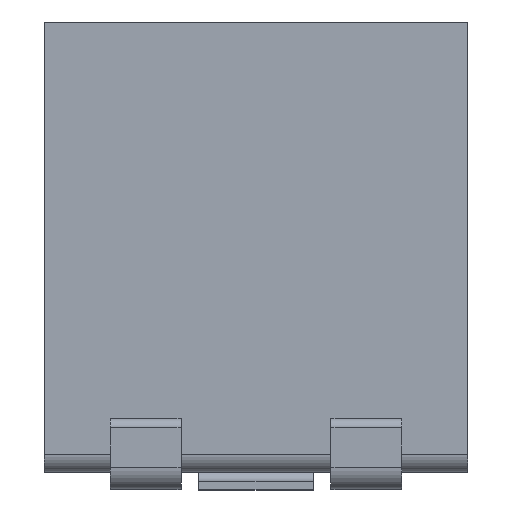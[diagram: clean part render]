
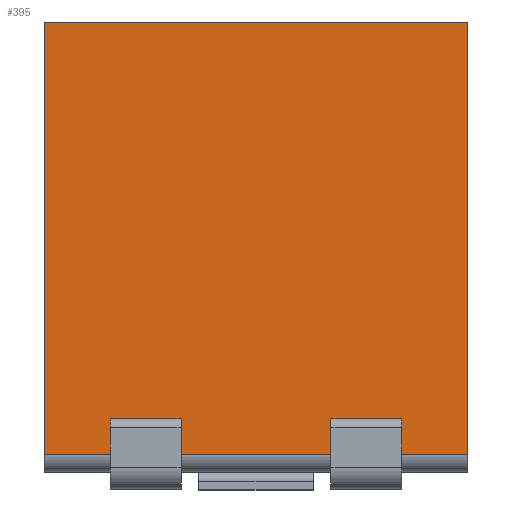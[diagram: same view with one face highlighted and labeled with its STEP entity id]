
A CAD part, top view. The second image highlights one B-rep face of the part: STEP entity #395.
In plain terms, the highlighted planar face has unit normal (0, 0, 1).
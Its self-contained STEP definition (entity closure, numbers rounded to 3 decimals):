
#8 = DIRECTION ( 'NONE',  ( -1., 0., 0. ) ) ;
#18 = LINE ( 'NONE', #492, #1259 ) ;
#49 = AXIS2_PLACEMENT_3D ( 'NONE', #545, #1530, #8 ) ;
#52 = LINE ( 'NONE', #813, #860 ) ;
#73 = EDGE_CURVE ( 'NONE', #739, #468, #1098, .T. ) ;
#126 = VECTOR ( 'NONE', #1557, 1000. ) ;
#166 = EDGE_LOOP ( 'NONE', ( #1075, #1385, #745, #248 ) ) ;
#215 = EDGE_CURVE ( 'NONE', #353, #468, #18, .T. ) ;
#248 = ORIENTED_EDGE ( 'NONE', *, *, #485, .F. ) ;
#353 = VERTEX_POINT ( 'NONE', #1104 ) ;
#395 = ADVANCED_FACE ( 'NONE', ( #651 ), #415, .F. ) ;
#415 = PLANE ( 'NONE',  #49 ) ;
#447 = CARTESIAN_POINT ( 'NONE',  ( 2.4, 16.541, 1.75 ) ) ;
#468 = VERTEX_POINT ( 'NONE', #1134 ) ;
#485 = EDGE_CURVE ( 'NONE', #1685, #739, #1187, .T. ) ;
#492 = CARTESIAN_POINT ( 'NONE',  ( 2.4, 0.4, 1.75 ) ) ;
#544 = VECTOR ( 'NONE', #749, 1000. ) ;
#545 = CARTESIAN_POINT ( 'NONE',  ( 2.4, 16.541, 1.75 ) ) ;
#613 = DIRECTION ( 'NONE',  ( 1., 0., 0. ) ) ;
#651 = FACE_OUTER_BOUND ( 'NONE', #166, .T. ) ;
#739 = VERTEX_POINT ( 'NONE', #1358 ) ;
#745 = ORIENTED_EDGE ( 'NONE', *, *, #73, .F. ) ;
#749 = DIRECTION ( 'NONE',  ( 0., -1., 0. ) ) ;
#813 = CARTESIAN_POINT ( 'NONE',  ( -2.4, 16.541, 1.75 ) ) ;
#820 = DIRECTION ( 'NONE',  ( 0., -1., 0. ) ) ;
#860 = VECTOR ( 'NONE', #820, 1000. ) ;
#967 = CARTESIAN_POINT ( 'NONE',  ( -2.4, 5.3, 1.75 ) ) ;
#1075 = ORIENTED_EDGE ( 'NONE', *, *, #1709, .T. ) ;
#1098 = LINE ( 'NONE', #447, #544 ) ;
#1104 = CARTESIAN_POINT ( 'NONE',  ( -2.4, 0.4, 1.75 ) ) ;
#1134 = CARTESIAN_POINT ( 'NONE',  ( 2.4, 0.4, 1.75 ) ) ;
#1148 = CARTESIAN_POINT ( 'NONE',  ( 2.4, 5.3, 1.75 ) ) ;
#1187 = LINE ( 'NONE', #1148, #126 ) ;
#1259 = VECTOR ( 'NONE', #613, 1000. ) ;
#1358 = CARTESIAN_POINT ( 'NONE',  ( 2.4, 5.3, 1.75 ) ) ;
#1385 = ORIENTED_EDGE ( 'NONE', *, *, #215, .T. ) ;
#1530 = DIRECTION ( 'NONE',  ( 0., 0., -1. ) ) ;
#1557 = DIRECTION ( 'NONE',  ( 1., 0., 0. ) ) ;
#1685 = VERTEX_POINT ( 'NONE', #967 ) ;
#1709 = EDGE_CURVE ( 'NONE', #1685, #353, #52, .T. ) ;
